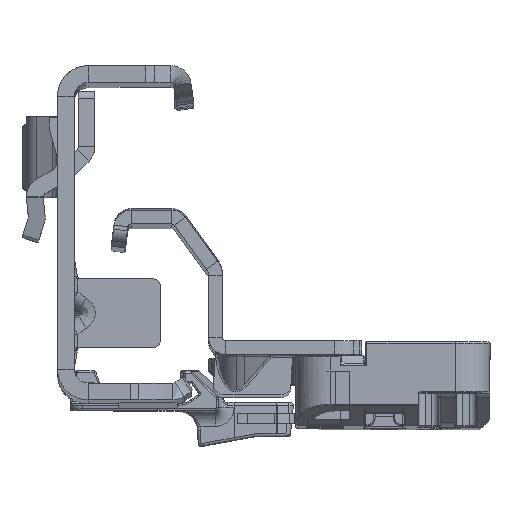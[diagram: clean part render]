
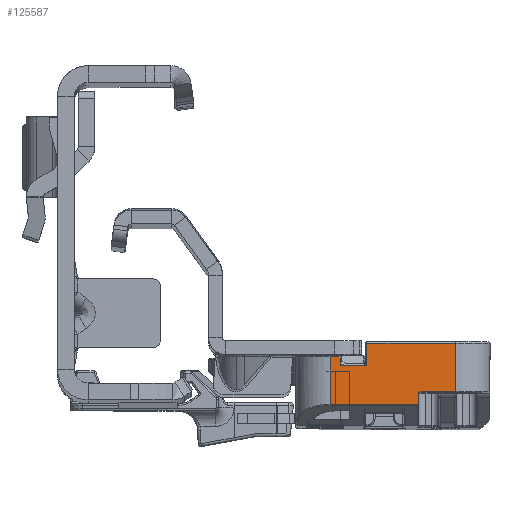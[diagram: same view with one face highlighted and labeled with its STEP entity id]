
A CAD part, top view. The second image highlights one B-rep face of the part: STEP entity #125587.
In plain terms, the highlighted face is planar.
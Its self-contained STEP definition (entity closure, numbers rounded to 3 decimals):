
#227 = CARTESIAN_POINT ( 'NONE',  ( -13.7, 2., -284.5 ) ) ;
#1286 = VERTEX_POINT ( 'NONE', #49868 ) ;
#4275 = ORIENTED_EDGE ( 'NONE', *, *, #122189, .T. ) ;
#5586 = CARTESIAN_POINT ( 'NONE',  ( 4.6, 0.1, -284.5 ) ) ;
#8186 = EDGE_CURVE ( 'NONE', #91664, #100748, #94289, .T. ) ;
#10908 = DIRECTION ( 'NONE',  ( 0., -1., 0. ) ) ;
#11721 = EDGE_CURVE ( 'NONE', #96452, #1286, #56301, .T. ) ;
#14268 = CARTESIAN_POINT ( 'NONE',  ( -13.7, -5., -284.5 ) ) ;
#15248 = VECTOR ( 'NONE', #112276, 1000. ) ;
#16287 = CARTESIAN_POINT ( 'NONE',  ( -8.273, -6.785, -284.5 ) ) ;
#18808 = AXIS2_PLACEMENT_3D ( 'NONE', #47090, #105670, #105036 ) ;
#19417 = VERTEX_POINT ( 'NONE', #100813 ) ;
#22305 = ORIENTED_EDGE ( 'NONE', *, *, #42446, .T. ) ;
#23403 = VECTOR ( 'NONE', #105430, 1000. ) ;
#24308 = LINE ( 'NONE', #104158, #58714 ) ;
#26623 = CARTESIAN_POINT ( 'NONE',  ( 19.8, -1.15, -284.5 ) ) ;
#27047 = VERTEX_POINT ( 'NONE', #74032 ) ;
#28658 = VECTOR ( 'NONE', #118150, 1000. ) ;
#30595 = LINE ( 'NONE', #108515, #28658 ) ;
#33190 = ORIENTED_EDGE ( 'NONE', *, *, #44009, .F. ) ;
#34966 = CARTESIAN_POINT ( 'NONE',  ( -0.75, 2.1, -284.5 ) ) ;
#38577 = ORIENTED_EDGE ( 'NONE', *, *, #117807, .T. ) ;
#39747 = EDGE_CURVE ( 'NONE', #60290, #111277, #126394, .T. ) ;
#40569 = CARTESIAN_POINT ( 'NONE',  ( -0.75, -1.15, -284.5 ) ) ;
#42446 = EDGE_CURVE ( 'NONE', #78181, #96452, #76814, .T. ) ;
#43230 = CARTESIAN_POINT ( 'NONE',  ( 3.15, 0.1, -284.5 ) ) ;
#43233 = ORIENTED_EDGE ( 'NONE', *, *, #96947, .T. ) ;
#44009 = EDGE_CURVE ( 'NONE', #91664, #19417, #30595, .T. ) ;
#44313 = VECTOR ( 'NONE', #116748, 1000. ) ;
#45680 = EDGE_LOOP ( 'NONE', ( #126322, #43233, #124102, #33190, #75804, #57813, #76149, #4275, #60458, #101635, #38577, #22305 ) ) ;
#46101 = AXIS2_PLACEMENT_3D ( 'NONE', #77730, #87406, #55900 ) ;
#47090 = CARTESIAN_POINT ( 'NONE',  ( -8.5, -5.2, -284.5 ) ) ;
#47971 = CARTESIAN_POINT ( 'NONE',  ( -0.7, 2.1, -284.5 ) ) ;
#48141 = PLANE ( 'NONE',  #46101 ) ;
#49868 = CARTESIAN_POINT ( 'NONE',  ( 3.15, -1.15, -284.5 ) ) ;
#49869 = CARTESIAN_POINT ( 'NONE',  ( -8.3, -6.669, -284.5 ) ) ;
#55215 = DIRECTION ( 'NONE',  ( 1., 0., 0. ) ) ;
#55881 = CIRCLE ( 'NONE', #18808, 0.2 ) ;
#55900 = DIRECTION ( 'NONE',  ( 1., 0., 0. ) ) ;
#56301 = LINE ( 'NONE', #26623, #100758 ) ;
#57510 = CARTESIAN_POINT ( 'NONE',  ( -0.75, -0.9, -284.5 ) ) ;
#57788 = FACE_OUTER_BOUND ( 'NONE', #45680, .T. ) ;
#57813 = ORIENTED_EDGE ( 'NONE', *, *, #75987, .T. ) ;
#58714 = VECTOR ( 'NONE', #82297, 1000. ) ;
#60290 = VERTEX_POINT ( 'NONE', #14268 ) ;
#60458 = ORIENTED_EDGE ( 'NONE', *, *, #73006, .F. ) ;
#65280 = LINE ( 'NONE', #93627, #15248 ) ;
#65931 = DIRECTION ( 'NONE',  ( 1., 0., 0. ) ) ;
#69750 = CARTESIAN_POINT ( 'NONE',  ( -8.3, -5.2, -284.5 ) ) ;
#71016 = VECTOR ( 'NONE', #85917, 1000. ) ;
#73006 = EDGE_CURVE ( 'NONE', #60290, #27047, #124064, .T. ) ;
#73847 = CARTESIAN_POINT ( 'NONE',  ( -8.273, -6.785, -284.5 ) ) ;
#74032 = CARTESIAN_POINT ( 'NONE',  ( -8.5, -5., -284.5 ) ) ;
#74440 = EDGE_CURVE ( 'NONE', #121585, #124626, #24308, .T. ) ;
#75804 = ORIENTED_EDGE ( 'NONE', *, *, #8186, .T. ) ;
#75987 = EDGE_CURVE ( 'NONE', #100748, #124626, #125146, .T. ) ;
#76149 = ORIENTED_EDGE ( 'NONE', *, *, #74440, .F. ) ;
#76814 = LINE ( 'NONE', #57510, #100305 ) ;
#77730 = CARTESIAN_POINT ( 'NONE',  ( 19.8, 2.6, -284.5 ) ) ;
#78181 = VERTEX_POINT ( 'NONE', #34966 ) ;
#78417 = CARTESIAN_POINT ( 'NONE',  ( -13.7, 2.1, -284.5 ) ) ;
#81718 = VECTOR ( 'NONE', #105904, 1000. ) ;
#82297 = DIRECTION ( 'NONE',  ( 0., -1., 0. ) ) ;
#85844 = CARTESIAN_POINT ( 'NONE',  ( -8.3, -6.71, -284.5 ) ) ;
#85917 = DIRECTION ( 'NONE',  ( -1., 0., 0. ) ) ;
#86145 = VERTEX_POINT ( 'NONE', #43230 ) ;
#87406 = DIRECTION ( 'NONE',  ( 0., 0., 1. ) ) ;
#91664 = VERTEX_POINT ( 'NONE', #120123 ) ;
#93627 = CARTESIAN_POINT ( 'NONE',  ( 3.15, 0.1, -284.5 ) ) ;
#94289 = LINE ( 'NONE', #123203, #71016 ) ;
#95629 = LINE ( 'NONE', #47971, #81718 ) ;
#96452 = VERTEX_POINT ( 'NONE', #40569 ) ;
#96947 = EDGE_CURVE ( 'NONE', #1286, #86145, #65280, .T. ) ;
#100305 = VECTOR ( 'NONE', #10908, 1000. ) ;
#100748 = VERTEX_POINT ( 'NONE', #73847 ) ;
#100758 = VECTOR ( 'NONE', #65931, 1000. ) ;
#100813 = CARTESIAN_POINT ( 'NONE',  ( 4.6, 0.1, -284.5 ) ) ;
#101635 = ORIENTED_EDGE ( 'NONE', *, *, #39747, .T. ) ;
#104158 = CARTESIAN_POINT ( 'NONE',  ( -8.3, 0., -284.5 ) ) ;
#105036 = DIRECTION ( 'NONE',  ( 1., 0., 0. ) ) ;
#105430 = DIRECTION ( 'NONE',  ( 1., 0., 0. ) ) ;
#105670 = DIRECTION ( 'NONE',  ( 0., 0., 1. ) ) ;
#105904 = DIRECTION ( 'NONE',  ( 1., 0., 0. ) ) ;
#108515 = CARTESIAN_POINT ( 'NONE',  ( 4.6, -242.444, -284.5 ) ) ;
#111277 = VERTEX_POINT ( 'NONE', #78417 ) ;
#112276 = DIRECTION ( 'NONE',  ( 0., 1., 0. ) ) ;
#113664 = EDGE_CURVE ( 'NONE', #86145, #19417, #123385, .T. ) ;
#114432 = CARTESIAN_POINT ( 'NONE',  ( -8.3, -5., -284.5 ) ) ;
#115404 = CARTESIAN_POINT ( 'NONE',  ( -8.3, -6.669, -284.5 ) ) ;
#116748 = DIRECTION ( 'NONE',  ( 0., 1., 0. ) ) ;
#117807 = EDGE_CURVE ( 'NONE', #111277, #78181, #95629, .T. ) ;
#118150 = DIRECTION ( 'NONE',  ( 0., 1., 0. ) ) ;
#120123 = CARTESIAN_POINT ( 'NONE',  ( 4.6, -6.785, -284.5 ) ) ;
#121585 = VERTEX_POINT ( 'NONE', #69750 ) ;
#122189 = EDGE_CURVE ( 'NONE', #121585, #27047, #55881, .T. ) ;
#122317 = VECTOR ( 'NONE', #55215, 1000. ) ;
#123203 = CARTESIAN_POINT ( 'NONE',  ( -8.3, -6.785, -284.5 ) ) ;
#123385 = LINE ( 'NONE', #5586, #122317 ) ;
#123767 = CARTESIAN_POINT ( 'NONE',  ( -8.291, -6.749, -284.5 ) ) ;
#124064 = LINE ( 'NONE', #114432, #23403 ) ;
#124102 = ORIENTED_EDGE ( 'NONE', *, *, #113664, .T. ) ;
#124626 = VERTEX_POINT ( 'NONE', #49869 ) ;
#125146 =( BOUNDED_CURVE ( )  B_SPLINE_CURVE ( 3, ( #16287, #123767, #85844, #115404 ),
 .UNSPECIFIED., .F., .T. ) 
 B_SPLINE_CURVE_WITH_KNOTS ( ( 4, 4 ),
 ( 1.047, 1.571 ),
 .UNSPECIFIED. ) 
 CURVE ( )  GEOMETRIC_REPRESENTATION_ITEM ( )  RATIONAL_B_SPLINE_CURVE ( ( 1., 0.977, 0.977, 1. ) ) 
 REPRESENTATION_ITEM ( '' )  );
#125587 = ADVANCED_FACE ( 'NONE', ( #57788 ), #48141, .F. ) ;
#126322 = ORIENTED_EDGE ( 'NONE', *, *, #11721, .T. ) ;
#126394 = LINE ( 'NONE', #227, #44313 ) ;
